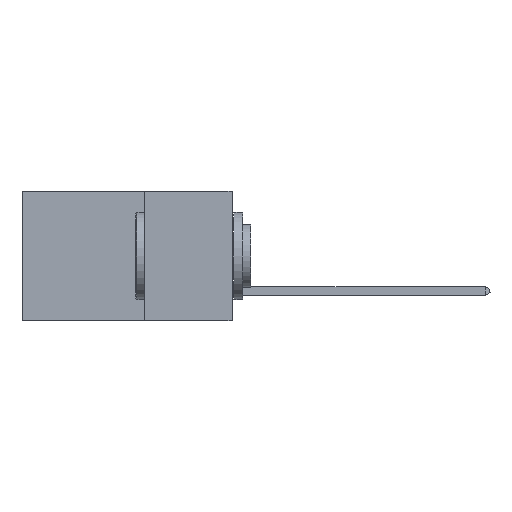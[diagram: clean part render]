
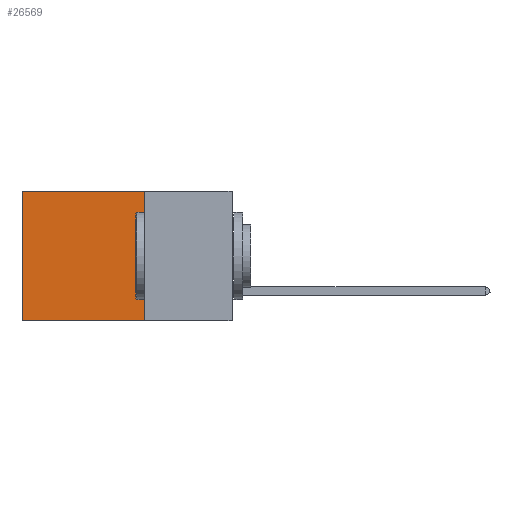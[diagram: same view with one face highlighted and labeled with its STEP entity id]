
A CAD part, left-side view. The second image highlights one B-rep face of the part: STEP entity #26569.
In plain terms, the highlighted planar face has unit normal (-1, 0, 0).
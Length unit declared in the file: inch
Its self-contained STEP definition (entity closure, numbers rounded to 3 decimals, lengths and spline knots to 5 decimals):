
#1027 = ORIENTED_EDGE ( 'NONE', *, *, #35276, .F. ) ;
#2359 = CARTESIAN_POINT ( 'NONE',  ( 0.2875, 0.6, 0. ) ) ;
#3389 = PLANE ( 'NONE',  #6157 ) ;
#3935 = ORIENTED_EDGE ( 'NONE', *, *, #18652, .T. ) ;
#6124 = ORIENTED_EDGE ( 'NONE', *, *, #16326, .T. ) ;
#6157 = AXIS2_PLACEMENT_3D ( 'NONE', #10563, #43012, #35606 ) ;
#6292 = CARTESIAN_POINT ( 'NONE',  ( 0.2875, 0.6, -0.37 ) ) ;
#6660 = VERTEX_POINT ( 'NONE', #12940 ) ;
#6800 = CARTESIAN_POINT ( 'NONE',  ( 0.2875, 0.25, 0. ) ) ;
#7457 = DIRECTION ( 'NONE',  ( 0., 1., 0. ) ) ;
#7757 = VERTEX_POINT ( 'NONE', #2359 ) ;
#10563 = CARTESIAN_POINT ( 'NONE',  ( 0.2875, 0.25, 0. ) ) ;
#12940 = CARTESIAN_POINT ( 'NONE',  ( 0.2875, 0.25, 0. ) ) ;
#13268 = LINE ( 'NONE', #41465, #31161 ) ;
#16326 = EDGE_CURVE ( 'NONE', #7757, #34373, #13268, .T. ) ;
#17509 = VECTOR ( 'NONE', #38854, 39.37008 ) ;
#18652 = EDGE_CURVE ( 'NONE', #6660, #7757, #27025, .T. ) ;
#23027 = EDGE_LOOP ( 'NONE', ( #6124, #1027, #44088, #3935 ) ) ;
#24840 = LINE ( 'NONE', #25181, #38208 ) ;
#24968 = VERTEX_POINT ( 'NONE', #34877 ) ;
#25181 = CARTESIAN_POINT ( 'NONE',  ( 0.2875, 0.25, -0.37 ) ) ;
#26569 = ADVANCED_FACE ( 'NONE', ( #32676 ), #3389, .F. ) ;
#27025 = LINE ( 'NONE', #6800, #17509 ) ;
#31161 = VECTOR ( 'NONE', #45199, 39.37008 ) ;
#32676 = FACE_OUTER_BOUND ( 'NONE', #23027, .T. ) ;
#33239 = VECTOR ( 'NONE', #42771, 39.37008 ) ;
#34373 = VERTEX_POINT ( 'NONE', #6292 ) ;
#34621 = EDGE_CURVE ( 'NONE', #6660, #24968, #43196, .T. ) ;
#34877 = CARTESIAN_POINT ( 'NONE',  ( 0.2875, 0.25, -0.37 ) ) ;
#35276 = EDGE_CURVE ( 'NONE', #24968, #34373, #24840, .T. ) ;
#35606 = DIRECTION ( 'NONE',  ( 0., 0., -1. ) ) ;
#35973 = CARTESIAN_POINT ( 'NONE',  ( 0.2875, 0.25, 0. ) ) ;
#38208 = VECTOR ( 'NONE', #7457, 39.37008 ) ;
#38854 = DIRECTION ( 'NONE',  ( 0., 1., 0. ) ) ;
#41465 = CARTESIAN_POINT ( 'NONE',  ( 0.2875, 0.6, 0. ) ) ;
#42771 = DIRECTION ( 'NONE',  ( 0., 0., -1. ) ) ;
#43012 = DIRECTION ( 'NONE',  ( 1., 0., 0. ) ) ;
#43196 = LINE ( 'NONE', #35973, #33239 ) ;
#44088 = ORIENTED_EDGE ( 'NONE', *, *, #34621, .F. ) ;
#45199 = DIRECTION ( 'NONE',  ( 0., 0., -1. ) ) ;
